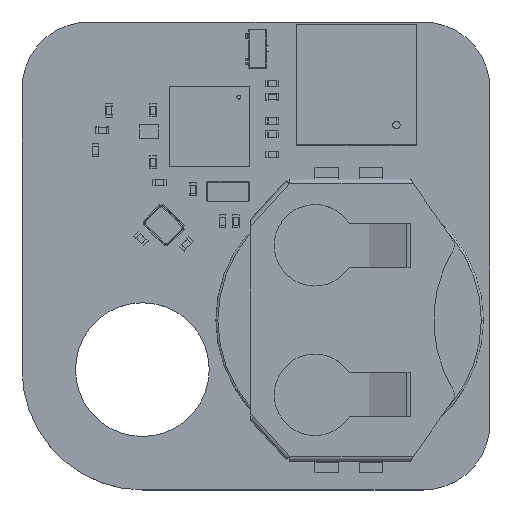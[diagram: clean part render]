
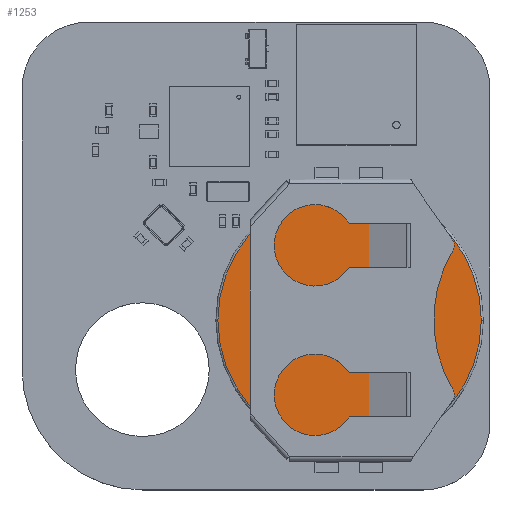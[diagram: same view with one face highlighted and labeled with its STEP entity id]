
A CAD part, top view. The second image highlights one B-rep face of the part: STEP entity #1253.
In plain terms, the highlighted face is planar.
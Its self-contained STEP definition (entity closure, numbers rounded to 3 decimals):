
#933 = EDGE_CURVE('',#934,#936,#938,.T.);
#934 = VERTEX_POINT('',#935);
#935 = CARTESIAN_POINT('',(0.,0.,-9.85));
#936 = VERTEX_POINT('',#937);
#937 = CARTESIAN_POINT('',(0.,0.,9.85));
#938 = SURFACE_CURVE('',#939,(#944,#956),.PCURVE_S1.);
#939 = CIRCLE('',#940,9.85);
#940 = AXIS2_PLACEMENT_3D('',#941,#942,#943);
#941 = CARTESIAN_POINT('',(0.,0.,0.));
#942 = DIRECTION('',(0.,-1.,0.));
#943 = DIRECTION('',(0.,0.,1.));
#944 = PCURVE('',#945,#950);
#945 = TOROIDAL_SURFACE('',#946,9.85,0.15);
#946 = AXIS2_PLACEMENT_3D('',#947,#948,#949);
#947 = CARTESIAN_POINT('',(0.,0.15,0.));
#948 = DIRECTION('',(0.,1.,0.));
#949 = DIRECTION('',(0.,-0.,1.));
#950 = DEFINITIONAL_REPRESENTATION('',(#951),#955);
#951 = LINE('',#952,#953);
#952 = CARTESIAN_POINT('',(6.283,4.712));
#953 = VECTOR('',#954,1.);
#954 = DIRECTION('',(-1.,0.));
#955 = ( GEOMETRIC_REPRESENTATION_CONTEXT(2) 
PARAMETRIC_REPRESENTATION_CONTEXT() REPRESENTATION_CONTEXT('2D SPACE',''
  ) );
#956 = PCURVE('',#957,#962);
#957 = PLANE('',#958);
#958 = AXIS2_PLACEMENT_3D('',#959,#960,#961);
#959 = CARTESIAN_POINT('',(0.,0.,0.));
#960 = DIRECTION('',(0.,1.,0.));
#961 = DIRECTION('',(0.,-0.,1.));
#962 = DEFINITIONAL_REPRESENTATION('',(#963),#971);
#963 = ( BOUNDED_CURVE() B_SPLINE_CURVE(2,(#964,#965,#966,#967,#968,#969
,#970),.UNSPECIFIED.,.F.,.F.) B_SPLINE_CURVE_WITH_KNOTS((1,2,2,2,2,1),(
    -2.094,0.,2.094,4.189,6.283,
8.378),.UNSPECIFIED.) CURVE() GEOMETRIC_REPRESENTATION_ITEM() 
RATIONAL_B_SPLINE_CURVE((1.,0.5,1.,0.5,1.,0.5,1.)) REPRESENTATION_ITEM(
  '') );
#964 = CARTESIAN_POINT('',(9.85,0.));
#965 = CARTESIAN_POINT('',(9.85,-17.061));
#966 = CARTESIAN_POINT('',(-4.925,-8.53));
#967 = CARTESIAN_POINT('',(-19.7,0.));
#968 = CARTESIAN_POINT('',(-4.925,8.53));
#969 = CARTESIAN_POINT('',(9.85,17.061));
#970 = CARTESIAN_POINT('',(9.85,0.));
#971 = ( GEOMETRIC_REPRESENTATION_CONTEXT(2) 
PARAMETRIC_REPRESENTATION_CONTEXT() REPRESENTATION_CONTEXT('2D SPACE',''
  ) );
#990 = TOROIDAL_SURFACE('',#991,9.85,0.15);
#991 = AXIS2_PLACEMENT_3D('',#992,#993,#994);
#992 = CARTESIAN_POINT('',(0.,0.15,0.));
#993 = DIRECTION('',(0.,1.,0.));
#994 = DIRECTION('',(0.,-0.,1.));
#1253 = ADVANCED_FACE('',(#1254),#957,.F.);
#1254 = FACE_BOUND('',#1255,.T.);
#1255 = EDGE_LOOP('',(#1256,#1282));
#1256 = ORIENTED_EDGE('',*,*,#1257,.T.);
#1257 = EDGE_CURVE('',#936,#934,#1258,.T.);
#1258 = SURFACE_CURVE('',#1259,(#1264,#1275),.PCURVE_S1.);
#1259 = CIRCLE('',#1260,9.85);
#1260 = AXIS2_PLACEMENT_3D('',#1261,#1262,#1263);
#1261 = CARTESIAN_POINT('',(0.,0.,0.));
#1262 = DIRECTION('',(0.,-1.,0.));
#1263 = DIRECTION('',(0.,0.,1.));
#1264 = PCURVE('',#957,#1265);
#1265 = DEFINITIONAL_REPRESENTATION('',(#1266),#1274);
#1266 = ( BOUNDED_CURVE() B_SPLINE_CURVE(2,(#1267,#1268,#1269,#1270,
#1271,#1272,#1273),.UNSPECIFIED.,.F.,.F.) B_SPLINE_CURVE_WITH_KNOTS((1,2
    ,2,2,2,1),(-2.094,0.,2.094,4.189,
6.283,8.378),.UNSPECIFIED.) CURVE() 
GEOMETRIC_REPRESENTATION_ITEM() RATIONAL_B_SPLINE_CURVE((1.,0.5,1.,0.5,
1.,0.5,1.)) REPRESENTATION_ITEM('') );
#1267 = CARTESIAN_POINT('',(9.85,0.));
#1268 = CARTESIAN_POINT('',(9.85,-17.061));
#1269 = CARTESIAN_POINT('',(-4.925,-8.53));
#1270 = CARTESIAN_POINT('',(-19.7,0.));
#1271 = CARTESIAN_POINT('',(-4.925,8.53));
#1272 = CARTESIAN_POINT('',(9.85,17.061));
#1273 = CARTESIAN_POINT('',(9.85,0.));
#1274 = ( GEOMETRIC_REPRESENTATION_CONTEXT(2) 
PARAMETRIC_REPRESENTATION_CONTEXT() REPRESENTATION_CONTEXT('2D SPACE',''
  ) );
#1275 = PCURVE('',#990,#1276);
#1276 = DEFINITIONAL_REPRESENTATION('',(#1277),#1281);
#1277 = LINE('',#1278,#1279);
#1278 = CARTESIAN_POINT('',(6.283,4.712));
#1279 = VECTOR('',#1280,1.);
#1280 = DIRECTION('',(-1.,0.));
#1281 = ( GEOMETRIC_REPRESENTATION_CONTEXT(2) 
PARAMETRIC_REPRESENTATION_CONTEXT() REPRESENTATION_CONTEXT('2D SPACE',''
  ) );
#1282 = ORIENTED_EDGE('',*,*,#933,.T.);
